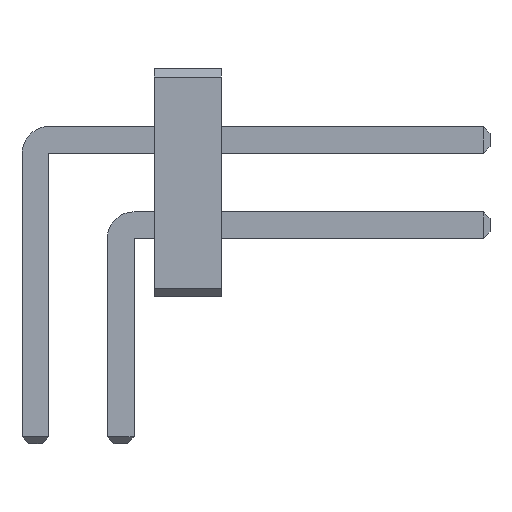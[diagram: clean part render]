
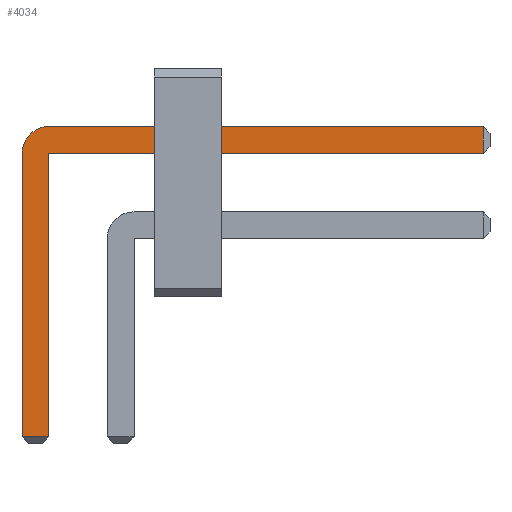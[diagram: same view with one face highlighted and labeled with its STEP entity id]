
A CAD part, front view. The second image highlights one B-rep face of the part: STEP entity #4034.
In plain terms, the highlighted planar face has unit normal (0, -1, 0).
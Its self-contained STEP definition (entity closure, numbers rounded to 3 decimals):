
#13=DIRECTION('',(0.,0.,1.));
#1810=VECTOR('',#13,1.);
#3836=VECTOR('',#3837,1.);
#3837=DIRECTION('',(1.,0.,0.));
#3843=VECTOR('',#3844,1.);
#3844=DIRECTION('',(0.,0.,-1.));
#3851=VECTOR('',#3852,1.);
#3852=DIRECTION('',(-1.,0.,0.));
#3873=DIRECTION('',(-0.,1.,0.));
#3877=DIRECTION('',(0.,1.,0.));
#3878=DIRECTION('',(0.,0.,1.));
#3885=VERTEX_POINT('',#3886);
#3886=CARTESIAN_POINT('',(0.2,-38.3,2.535));
#3888=ORIENTED_EDGE('',*,*,#3889,.T.);
#3889=EDGE_CURVE('',#3885,#3890,#3892,.T.);
#3890=VERTEX_POINT('',#3891);
#3891=CARTESIAN_POINT('',(6.67,-38.3,2.535));
#3892=LINE('',#3893,#3836);
#3893=CARTESIAN_POINT('',(-0.2,-38.3,2.535));
#3930=EDGE_CURVE('',#3931,#3885,#3933,.T.);
#3931=VERTEX_POINT('',#3932);
#3932=CARTESIAN_POINT('',(-0.2,-38.3,2.135));
#3933=CIRCLE('',#3934,0.4);
#3934=AXIS2_PLACEMENT_3D('',#3935,#3873,#3844);
#3935=CARTESIAN_POINT('',(0.2,-38.3,2.135));
#3947=VERTEX_POINT('',#3948);
#3948=CARTESIAN_POINT('',(6.67,-38.3,2.135));
#3950=ORIENTED_EDGE('',*,*,#3951,.T.);
#3951=EDGE_CURVE('',#3947,#3952,#3953,.T.);
#3952=VERTEX_POINT('',#3935);
#3953=LINE('',#3954,#3851);
#3954=CARTESIAN_POINT('',(6.77,-38.3,2.135));
#3966=VERTEX_POINT('',#3967);
#3967=CARTESIAN_POINT('',(-0.2,-38.3,-2.085));
#3969=ORIENTED_EDGE('',*,*,#3970,.T.);
#3970=EDGE_CURVE('',#3966,#3931,#3971,.T.);
#3971=LINE('',#3972,#1810);
#3972=CARTESIAN_POINT('',(-0.2,-38.3,-2.185));
#3980=ORIENTED_EDGE('',*,*,#3981,.T.);
#3981=EDGE_CURVE('',#3952,#3982,#3984,.T.);
#3982=VERTEX_POINT('',#3983);
#3983=CARTESIAN_POINT('',(0.2,-38.3,-2.085));
#3984=LINE('',#3935,#3843);
#4034=ADVANCED_FACE('',(#4035),#4044,.F.);
#4035=FACE_BOUND('',#4036,.F.);
#4036=EDGE_LOOP('',(#3888,#4037,#3950,#3980,#4040,#3969,#4043));
#4037=ORIENTED_EDGE('',*,*,#4038,.T.);
#4038=EDGE_CURVE('',#3890,#3947,#4039,.T.);
#4039=LINE('',#3891,#3843);
#4040=ORIENTED_EDGE('',*,*,#4041,.T.);
#4041=EDGE_CURVE('',#3982,#3966,#4042,.T.);
#4042=LINE('',#3983,#3851);
#4043=ORIENTED_EDGE('',*,*,#3930,.T.);
#4044=PLANE('',#4045);
#4045=AXIS2_PLACEMENT_3D('',#4046,#3877,#3878);
#4046=CARTESIAN_POINT('',(2.071,-38.3,1.389));
